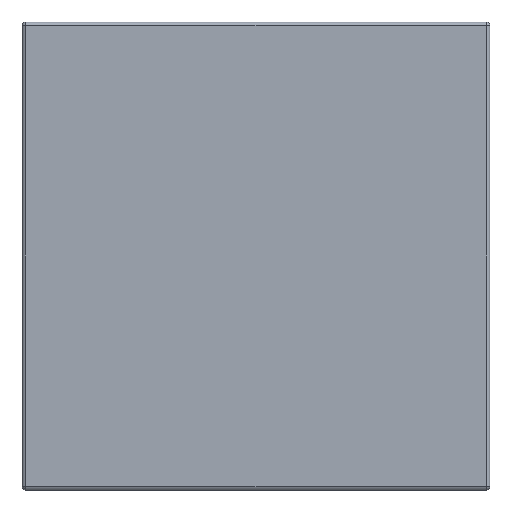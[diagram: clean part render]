
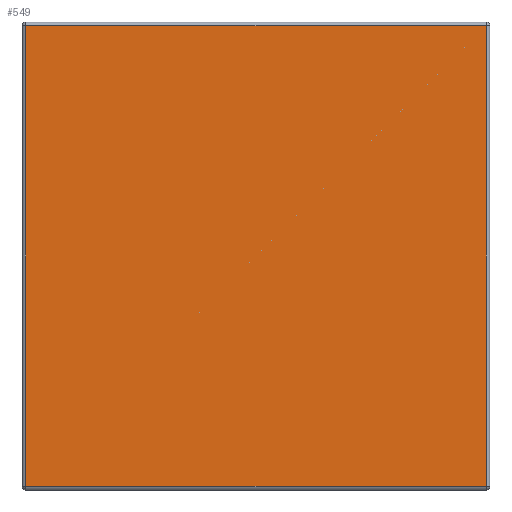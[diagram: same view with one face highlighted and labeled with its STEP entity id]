
A CAD part, front view. The second image highlights one B-rep face of the part: STEP entity #549.
In plain terms, the highlighted planar face has unit normal (0, -1, 0).
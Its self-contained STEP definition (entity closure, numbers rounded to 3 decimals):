
#24 = CARTESIAN_POINT ( 'NONE',  ( 14.75, 0., -14.75 ) ) ;
#30 = CARTESIAN_POINT ( 'NONE',  ( -14.75, 0., 14.75 ) ) ;
#39 = CARTESIAN_POINT ( 'NONE',  ( 14.75, 0., 14.75 ) ) ;
#80 = VERTEX_POINT ( 'NONE', #30 ) ;
#81 = VERTEX_POINT ( 'NONE', #24 ) ;
#88 = VERTEX_POINT ( 'NONE', #39 ) ;
#91 = VERTEX_POINT ( 'NONE', #415 ) ;
#114 = EDGE_CURVE ( 'NONE', #88, #80, #683, .T. ) ;
#121 = EDGE_CURVE ( 'NONE', #80, #91, #609, .T. ) ;
#161 = FACE_OUTER_BOUND ( 'NONE', #477, .T. ) ;
#169 = LINE ( 'NONE', #263, #174 ) ;
#174 = VECTOR ( 'NONE', #270, 1000. ) ;
#175 = LINE ( 'NONE', #240, #183 ) ;
#183 = VECTOR ( 'NONE', #426, 1000. ) ;
#230 = CARTESIAN_POINT ( 'NONE',  ( -15., 0., 15. ) ) ;
#240 = CARTESIAN_POINT ( 'NONE',  ( -15., 0., -14.75 ) ) ;
#249 = DIRECTION ( 'NONE',  ( 0., 0., 1. ) ) ;
#255 = CARTESIAN_POINT ( 'NONE',  ( -14.75, 0., 15. ) ) ;
#263 = CARTESIAN_POINT ( 'NONE',  ( 14.75, 0., 15. ) ) ;
#270 = DIRECTION ( 'NONE',  ( 0., 0., 1. ) ) ;
#285 = CARTESIAN_POINT ( 'NONE',  ( -15., 0., 14.75 ) ) ;
#289 = DIRECTION ( 'NONE',  ( 0., 0., -1. ) ) ;
#322 = DIRECTION ( 'NONE',  ( 0., 1., 0. ) ) ;
#415 = CARTESIAN_POINT ( 'NONE',  ( -14.75, 0., -14.75 ) ) ;
#426 = DIRECTION ( 'NONE',  ( 1., 0., 0. ) ) ;
#430 = DIRECTION ( 'NONE',  ( -1., 0., 0. ) ) ;
#441 = PLANE ( 'NONE',  #794 ) ;
#477 = EDGE_LOOP ( 'NONE', ( #630, #670, #669, #654 ) ) ;
#549 = ADVANCED_FACE ( 'NONE', ( #161 ), #441, .F. ) ;
#591 = VECTOR ( 'NONE', #289, 1000. ) ;
#609 = LINE ( 'NONE', #255, #591 ) ;
#630 = ORIENTED_EDGE ( 'NONE', *, *, #114, .T. ) ;
#654 = ORIENTED_EDGE ( 'NONE', *, *, #733, .T. ) ;
#669 = ORIENTED_EDGE ( 'NONE', *, *, #709, .T. ) ;
#670 = ORIENTED_EDGE ( 'NONE', *, *, #121, .T. ) ;
#673 = VECTOR ( 'NONE', #430, 1000. ) ;
#683 = LINE ( 'NONE', #285, #673 ) ;
#709 = EDGE_CURVE ( 'NONE', #91, #81, #175, .T. ) ;
#733 = EDGE_CURVE ( 'NONE', #81, #88, #169, .T. ) ;
#794 = AXIS2_PLACEMENT_3D ( 'NONE', #230, #322, #249 ) ;
